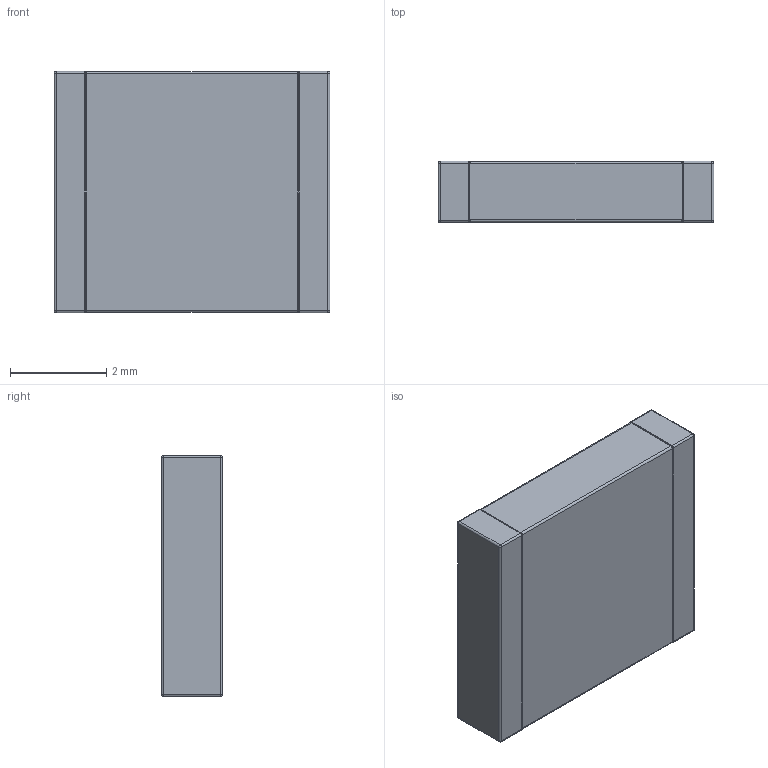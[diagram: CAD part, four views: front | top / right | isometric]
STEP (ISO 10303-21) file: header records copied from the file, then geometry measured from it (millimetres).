
FILE_DESCRIPTION((''),'2;1');
FILE_NAME('CSMD-2220_L5-72_W5_H1-27','2021-12-11T',('Dragos'),(''),'PRO/ENGINEER BY PARAMETRIC TECHNOLOGY CORPORATION, 2004440','PRO/ENGINEER BY PARAMETRIC TECHNOLOGY CORPORATION, 2004440','');
FILE_SCHEMA(('AUTOMOTIVE_DESIGN { 1 0 10303 214 1 1 1 1 }'));
Length unit declared in the file: millimetre
Products named in the file (1): CSMD-2220_L5-72_W5_H1-27
Bounding box: 5.72 x 1.27 x 5 mm (x, y, z)
Volume: 35.8 mm3; surface area: 83.4 mm2
Topology: 1 solids, 1 shells, 296 faces, 776 edges, 488 vertices
Faces by surface type: plane 188, bspline 64, cylinder 36, sphere 8
Entity records: 15777 total; most frequent: CARTESIAN_POINT 5096, ORIENTED_EDGE 1552, DIRECTION 1226, PRESENTATION_STYLE_ASSIGNMENT 899, STYLED_ITEM 780, CURVE_STYLE 777, EDGE_CURVE 776, VECTOR 568
